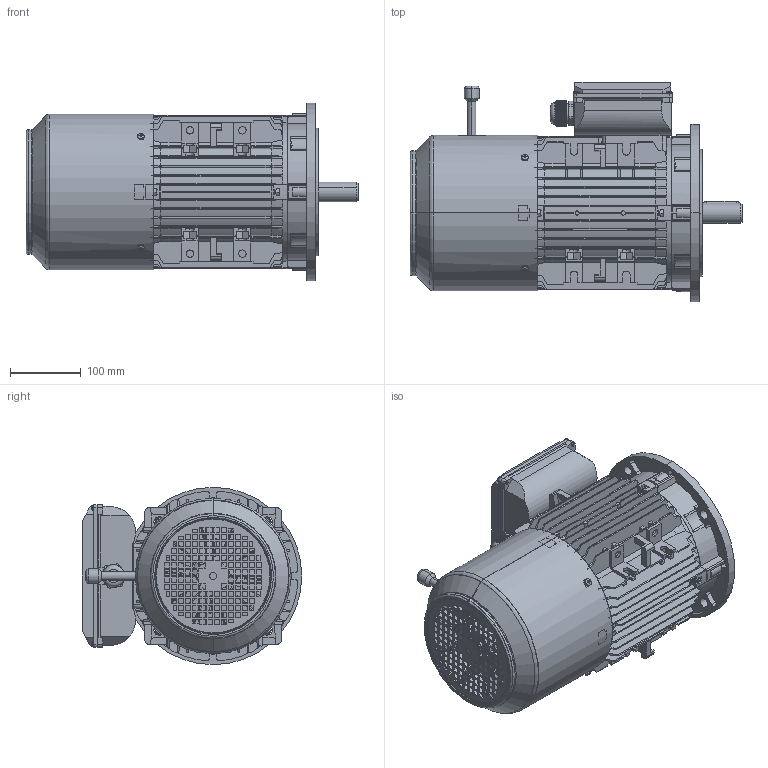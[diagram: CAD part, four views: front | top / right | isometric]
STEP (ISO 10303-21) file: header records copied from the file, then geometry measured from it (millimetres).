
FILE_DESCRIPTION (( 'STEP AP203' ), '1' );
FILE_NAME ('TB112 B5(ML諉盄碟ｊ倰).STEP', '2021-12-02T02:32:16', ( '' ), ( '' ), 'SwSTEP 2.0', 'SolidWorks 2014', '' );
FILE_SCHEMA (( 'CONFIG_CONTROL_DESIGN' ));
Length unit declared in the file: millimetre
Products named in the file (16): T112儂褲; 112怢宒瑞珔; Cross recessed thread forming screws GB_GB_CROSS_SCREWS_TYPE138 M5X12-N; Cross recessed thread forming screws GB_GB_CROSS_SCREWS_TYPE138 M4X10-N; TA112B5楊擘1; ML112諉盄碟蚾饜极; TB112綴裔; TB112瑞欶; Hexagon nuts grade C GB_GB_FASTENER_NUT_SNC1 M6-N; ML100-ML112諉盄碟釱(臏); Hexagon socket head cap screws GB_GB_FASTENER_SCREWS_HSHCS M6X30-N; TB112 B5(ML諉盄碟ｊ倰); TB112蛌粣; 112-132堤盄蹟杶; Plain parallel keys_GB_CONNECTING_PIECE_KEYS_CSK 8X50; ML100-ML112諉盄碟裔(臏)
Assembly tree (35 placements, depth 3):
  TB112 B5(ML諉盄碟ｊ倰)
    T112儂褲
    TB112綴裔
    TB112蛌粣
    Cross recessed thread forming screws GB_GB_CROSS_SCREWS_TYPE138 M5X12-N  x4
    Hexagon nuts grade C GB_GB_FASTENER_NUT_SNC1 M6-N  x8
    Plain parallel keys_GB_CONNECTING_PIECE_KEYS_CSK 8X50
    TA112B5楊擘1
    Hexagon socket head cap screws GB_GB_FASTENER_SCREWS_HSHCS M6X30-N  x8
    112怢宒瑞珔
    TB112瑞欶
    ML112諉盄碟蚾饜极
      112-132堤盄蹟杶
      Cross recessed thread forming screws GB_GB_CROSS_SCREWS_TYPE138 M4X10-N  x4
      ML100-ML112諉盄碟釱(臏)
      ML100-ML112諉盄碟裔(臏)
Bounding box: 468 x 309.5 x 250 mm (x, y, z)
Volume: 2620162.8 mm3; surface area: 1470238 mm2
Topology: 35 solids, 35 shells, 3975 faces, 10923 edges, 7118 vertices
Faces by surface type: plane 2553, cylinder 966, cone 254, torus 184, sphere 18
Entity records: 121972 total; most frequent: CARTESIAN_POINT 28863, ORIENTED_EDGE 19790, DIRECTION 17760, EDGE_CURVE 9895, LINE 6528, VECTOR 6528, VERTEX_POINT 6483, AXIS2_PLACEMENT_3D 5616
